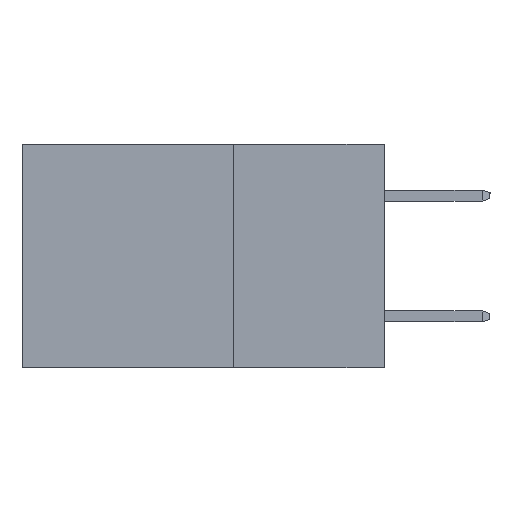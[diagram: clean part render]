
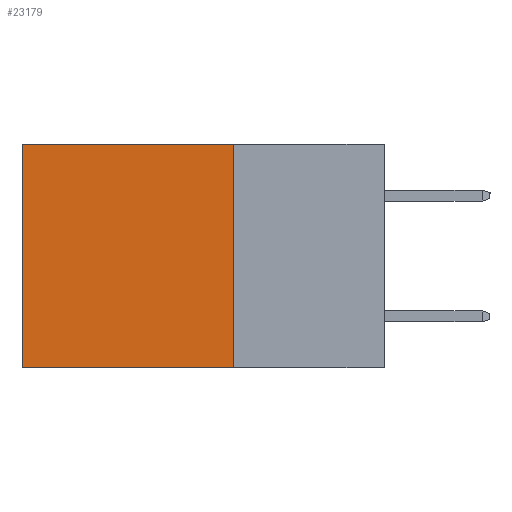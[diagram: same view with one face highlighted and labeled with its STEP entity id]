
A CAD part, left-side view. The second image highlights one B-rep face of the part: STEP entity #23179.
In plain terms, the highlighted planar face has unit normal (-1, 0, 0).
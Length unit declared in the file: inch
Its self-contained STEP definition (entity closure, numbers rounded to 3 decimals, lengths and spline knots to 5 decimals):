
#690 = VERTEX_POINT ( 'NONE', #11794 ) ;
#1408 = CARTESIAN_POINT ( 'NONE',  ( 0.2615, 0.25, -0.37 ) ) ;
#1460 = EDGE_LOOP ( 'NONE', ( #11967, #4077, #1980, #11020 ) ) ;
#1484 = VECTOR ( 'NONE', #18426, 39.37008 ) ;
#1586 = CARTESIAN_POINT ( 'NONE',  ( 0.2615, 0.6, -0.37 ) ) ;
#1780 = LINE ( 'NONE', #8950, #7343 ) ;
#1980 = ORIENTED_EDGE ( 'NONE', *, *, #17461, .F. ) ;
#2623 = EDGE_CURVE ( 'NONE', #690, #5064, #9605, .T. ) ;
#4077 = ORIENTED_EDGE ( 'NONE', *, *, #9804, .F. ) ;
#4992 = DIRECTION ( 'NONE',  ( 0., 1., 0. ) ) ;
#5064 = VERTEX_POINT ( 'NONE', #6553 ) ;
#6076 = EDGE_CURVE ( 'NONE', #5064, #10339, #1780, .T. ) ;
#6459 = VECTOR ( 'NONE', #22372, 39.37008 ) ;
#6531 = CARTESIAN_POINT ( 'NONE',  ( 0.2615, 0.25, -0.37 ) ) ;
#6553 = CARTESIAN_POINT ( 'NONE',  ( 0.2615, 0.6, 0. ) ) ;
#6772 = LINE ( 'NONE', #1408, #20362 ) ;
#7343 = VECTOR ( 'NONE', #23383, 39.37008 ) ;
#7446 = AXIS2_PLACEMENT_3D ( 'NONE', #6531, #15930, #15470 ) ;
#8209 = PLANE ( 'NONE',  #7446 ) ;
#8328 = FACE_OUTER_BOUND ( 'NONE', #1460, .T. ) ;
#8950 = CARTESIAN_POINT ( 'NONE',  ( 0.2615, 0.6, -0.37 ) ) ;
#9605 = LINE ( 'NONE', #11388, #1484 ) ;
#9804 = EDGE_CURVE ( 'NONE', #10655, #10339, #6772, .T. ) ;
#10339 = VERTEX_POINT ( 'NONE', #1586 ) ;
#10655 = VERTEX_POINT ( 'NONE', #17443 ) ;
#11020 = ORIENTED_EDGE ( 'NONE', *, *, #2623, .T. ) ;
#11388 = CARTESIAN_POINT ( 'NONE',  ( 0.2615, 0.25, 0. ) ) ;
#11519 = CARTESIAN_POINT ( 'NONE',  ( 0.2615, 0.25, -0.37 ) ) ;
#11794 = CARTESIAN_POINT ( 'NONE',  ( 0.2615, 0.25, 0. ) ) ;
#11967 = ORIENTED_EDGE ( 'NONE', *, *, #6076, .T. ) ;
#15090 = LINE ( 'NONE', #11519, #6459 ) ;
#15470 = DIRECTION ( 'NONE',  ( 0., 0., -1. ) ) ;
#15930 = DIRECTION ( 'NONE',  ( 1., 0., 0. ) ) ;
#17443 = CARTESIAN_POINT ( 'NONE',  ( 0.2615, 0.25, -0.37 ) ) ;
#17461 = EDGE_CURVE ( 'NONE', #690, #10655, #15090, .T. ) ;
#18426 = DIRECTION ( 'NONE',  ( 0., 1., 0. ) ) ;
#20362 = VECTOR ( 'NONE', #4992, 39.37008 ) ;
#22372 = DIRECTION ( 'NONE',  ( 0., 0., -1. ) ) ;
#23179 = ADVANCED_FACE ( 'NONE', ( #8328 ), #8209, .F. ) ;
#23383 = DIRECTION ( 'NONE',  ( 0., 0., -1. ) ) ;
